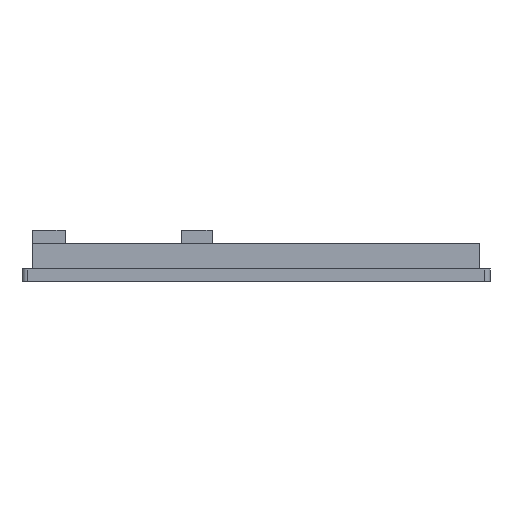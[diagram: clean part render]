
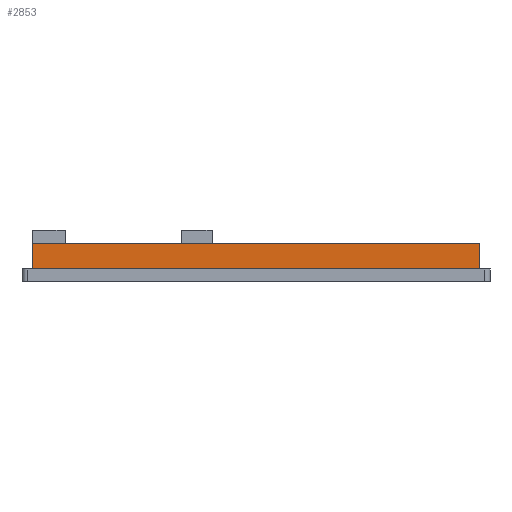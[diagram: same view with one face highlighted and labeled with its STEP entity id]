
A CAD part, left-side view. The second image highlights one B-rep face of the part: STEP entity #2853.
In plain terms, the highlighted planar face has unit normal (-1, 0, 0).
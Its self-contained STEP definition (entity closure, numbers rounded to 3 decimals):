
#188=FACE_OUTER_BOUND('',#346,.T.);
#346=EDGE_LOOP('',(#2528,#2529,#2530,#2531));
#617=LINE('',#4276,#1000);
#665=LINE('',#4375,#1048);
#667=LINE('',#4379,#1050);
#731=LINE('',#4515,#1114);
#1000=VECTOR('',#3470,10.);
#1048=VECTOR('',#3550,10.);
#1050=VECTOR('',#3554,10.);
#1114=VECTOR('',#3698,10.);
#1313=VERTEX_POINT('',#4273);
#1314=VERTEX_POINT('',#4275);
#1349=VERTEX_POINT('',#4374);
#1350=VERTEX_POINT('',#4378);
#1651=EDGE_CURVE('',#1314,#1313,#617,.T.);
#1702=EDGE_CURVE('',#1349,#1314,#665,.T.);
#1704=EDGE_CURVE('',#1349,#1350,#667,.T.);
#1772=EDGE_CURVE('',#1313,#1350,#731,.T.);
#2528=ORIENTED_EDGE('',*,*,#1651,.T.);
#2529=ORIENTED_EDGE('',*,*,#1772,.T.);
#2530=ORIENTED_EDGE('',*,*,#1704,.F.);
#2531=ORIENTED_EDGE('',*,*,#1702,.T.);
#2711=PLANE('',#3023);
#2853=ADVANCED_FACE('',(#188),#2711,.T.);
#3023=AXIS2_PLACEMENT_3D('',#4521,#3707,#3708);
#3470=DIRECTION('',(0.,-1.,0.));
#3550=DIRECTION('',(0.,0.,-1.));
#3554=DIRECTION('',(0.,-1.,0.));
#3698=DIRECTION('',(0.,0.,1.));
#3707=DIRECTION('center_axis',(-1.,0.,0.));
#3708=DIRECTION('ref_axis',(0.,-1.,0.));
#4273=CARTESIAN_POINT('',(-1.75,-1.75,2.5));
#4275=CARTESIAN_POINT('',(-1.75,86.75,2.5));
#4276=CARTESIAN_POINT('',(-1.75,64.625,2.5));
#4374=CARTESIAN_POINT('',(-1.75,86.75,7.5));
#4375=CARTESIAN_POINT('',(-1.75,86.75,2.5));
#4378=CARTESIAN_POINT('',(-1.75,-1.75,7.5));
#4379=CARTESIAN_POINT('',(-1.75,86.75,7.5));
#4515=CARTESIAN_POINT('',(-1.75,-1.75,2.5));
#4521=CARTESIAN_POINT('Origin',(-1.75,86.75,2.5));
